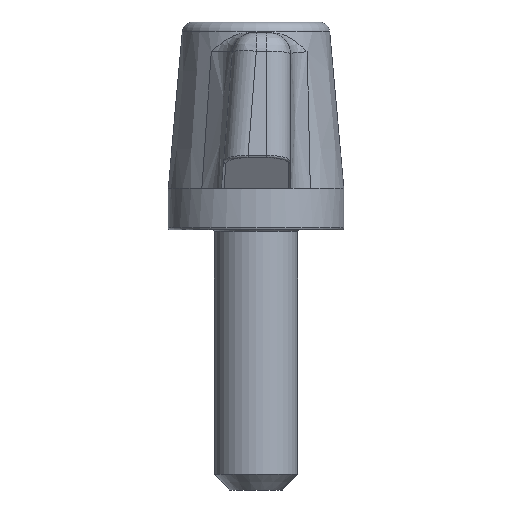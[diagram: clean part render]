
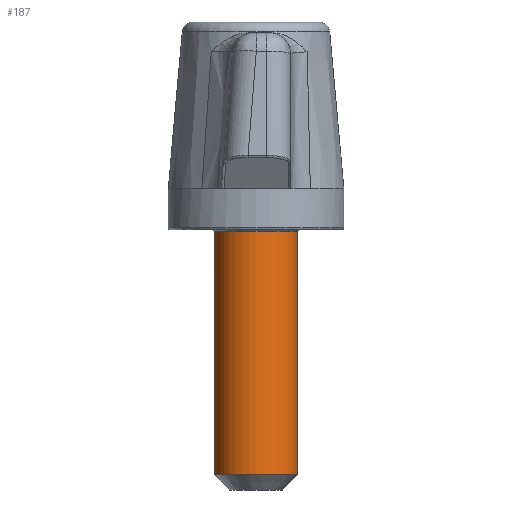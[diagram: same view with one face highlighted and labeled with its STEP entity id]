
A CAD part, front view. The second image highlights one B-rep face of the part: STEP entity #187.
In plain terms, the highlighted cylindrical face has radius 4 mm (diameter 8 mm), a full revolution.
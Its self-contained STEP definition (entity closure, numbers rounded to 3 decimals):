
#187 = ADVANCED_FACE( '', ( #383, #384 ), #385, .T. );
#383 = FACE_OUTER_BOUND( '', #1529, .T. );
#384 = FACE_OUTER_BOUND( '', #1530, .T. );
#385 = CYLINDRICAL_SURFACE( '', #1531, 4. );
#1529 = EDGE_LOOP( '', ( #1998 ) );
#1530 = EDGE_LOOP( '', ( #1999 ) );
#1531 = AXIS2_PLACEMENT_3D( '', #2000, #2001, #2002 );
#1998 = ORIENTED_EDGE( '', *, *, #2210, .T. );
#1999 = ORIENTED_EDGE( '', *, *, #2214, .T. );
#2000 = CARTESIAN_POINT( '', ( 0., 0., -82. ) );
#2001 = DIRECTION( '', ( 0., 0., -1. ) );
#2002 = DIRECTION( '', ( 1., 0., 0. ) );
#2210 = EDGE_CURVE( '', #2463, #2463, #2464, .F. );
#2214 = EDGE_CURVE( '', #2469, #2469, #2470, .T. );
#2463 = VERTEX_POINT( '', #3204 );
#2464 = CIRCLE( '', #3205, 4. );
#2469 = VERTEX_POINT( '', #3210 );
#2470 = CIRCLE( '', #3211, 4. );
#3204 = CARTESIAN_POINT( '', ( 4., 0., -0.183 ) );
#3205 = AXIS2_PLACEMENT_3D( '', #3426, #3427, #3428 );
#3210 = CARTESIAN_POINT( '', ( 4., 0., -23.5 ) );
#3211 = AXIS2_PLACEMENT_3D( '', #3432, #3433, #3434 );
#3426 = CARTESIAN_POINT( '', ( 0., 0., -0.183 ) );
#3427 = DIRECTION( '', ( 0., 0., 1. ) );
#3428 = DIRECTION( '', ( 1., 0., 0. ) );
#3432 = CARTESIAN_POINT( '', ( 0., 0., -23.5 ) );
#3433 = DIRECTION( '', ( 0., 0., 1. ) );
#3434 = DIRECTION( '', ( 1., 0., 0. ) );
